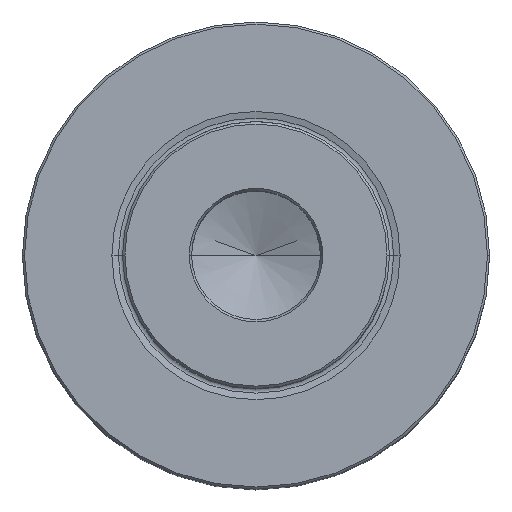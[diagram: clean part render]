
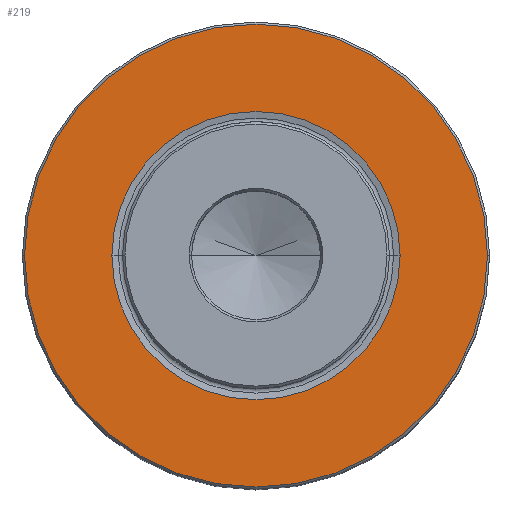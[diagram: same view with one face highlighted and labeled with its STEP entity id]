
A CAD part, top view. The second image highlights one B-rep face of the part: STEP entity #219.
In plain terms, the highlighted planar face has unit normal (0, 0, 1).
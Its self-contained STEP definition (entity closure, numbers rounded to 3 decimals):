
#219=ADVANCED_FACE('NONE',(#577,#578),#579,.T.);
#251=EDGE_CURVE('NONE',#409,#529,#613,.T.);
#265=EDGE_CURVE('NONE',#305,#287,#628,.T.);
#283=EDGE_CURVE('NONE',#287,#305,#648,.T.);
#287=VERTEX_POINT('NONE',#652);
#305=VERTEX_POINT('NONE',#670);
#409=VERTEX_POINT('NONE',#791);
#513=EDGE_CURVE('NONE',#529,#409,#910,.T.);
#529=VERTEX_POINT('NONE',#926);
#577=FACE_OUTER_BOUND('',#993,.T.);
#578=FACE_BOUND('',#994,.T.);
#579=PLANE('',#995);
#613=CIRCLE('',#1064,24.275);
#628=CIRCLE('',#1103,15.112);
#648=CIRCLE('',#1131,15.112);
#652=CARTESIAN_POINT('',(-15.112,0.,0.));
#670=CARTESIAN_POINT('',(15.112,0.,0.));
#791=CARTESIAN_POINT('',(24.275,0.,0.));
#910=CIRCLE('',#1514,24.275);
#926=CARTESIAN_POINT('',(-24.275,0.,0.));
#993=EDGE_LOOP('',(#1599,#1600));
#994=EDGE_LOOP('',(#1601,#1602));
#995=AXIS2_PLACEMENT_3D('',#1603,#1604,#1605);
#1064=AXIS2_PLACEMENT_3D('',#1639,#1640,#1641);
#1103=AXIS2_PLACEMENT_3D('',#1656,#1657,#1658);
#1131=AXIS2_PLACEMENT_3D('',#1681,#1682,#1683);
#1514=AXIS2_PLACEMENT_3D('',#2034,#2035,#2036);
#1599=ORIENTED_EDGE('',*,*,#513,.F.);
#1600=ORIENTED_EDGE('',*,*,#251,.F.);
#1601=ORIENTED_EDGE('',*,*,#265,.F.);
#1602=ORIENTED_EDGE('',*,*,#283,.F.);
#1603=CARTESIAN_POINT('',(-24.5,0.0,0.));
#1604=DIRECTION('',(-0.0,0.0,1.0));
#1605=DIRECTION('',(0.0,1.0,0.0));
#1639=CARTESIAN_POINT('',(0.0,0.0,0.));
#1640=DIRECTION('',(0.0,0.0,-1.0));
#1641=DIRECTION('',(0.,1.0,0.0));
#1656=CARTESIAN_POINT('',(0.0,0.0,0.));
#1657=DIRECTION('',(0.0,-0.0,1.0));
#1658=DIRECTION('',(0.0,1.0,0.0));
#1681=CARTESIAN_POINT('',(0.0,0.0,0.));
#1682=DIRECTION('',(0.0,-0.0,1.0));
#1683=DIRECTION('',(0.0,1.0,0.0));
#2034=CARTESIAN_POINT('',(0.0,0.0,0.));
#2035=DIRECTION('',(0.0,0.0,-1.0));
#2036=DIRECTION('',(0.0,1.0,0.0));
